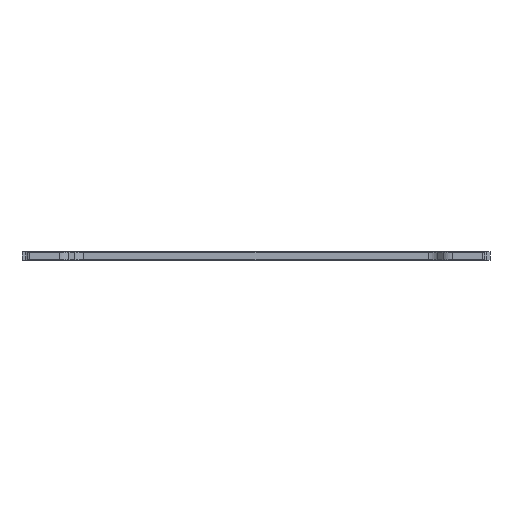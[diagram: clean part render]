
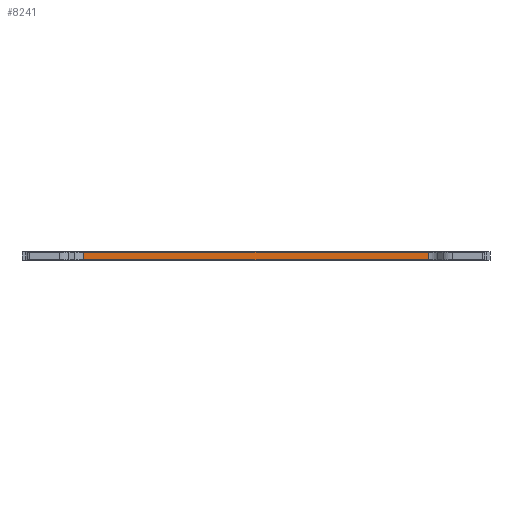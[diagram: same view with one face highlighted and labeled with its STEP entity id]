
A CAD part, front view. The second image highlights one B-rep face of the part: STEP entity #8241.
In plain terms, the highlighted planar face has unit normal (0, -1, 0).
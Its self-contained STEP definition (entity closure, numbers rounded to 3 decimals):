
#205 = CARTESIAN_POINT ( 'NONE',  ( -122.984, -183.093, -2.5 ) ) ;
#284 = AXIS2_PLACEMENT_3D ( 'NONE', #11870, #11446, #11404 ) ;
#904 = VECTOR ( 'NONE', #12073, 1000. ) ;
#931 = LINE ( 'NONE', #5821, #904 ) ;
#1245 = CARTESIAN_POINT ( 'NONE',  ( -122.984, -183.093, 2.5 ) ) ;
#1364 = ORIENTED_EDGE ( 'NONE', *, *, #7675, .T. ) ;
#1819 = FACE_OUTER_BOUND ( 'NONE', #4384, .T. ) ;
#2316 = VERTEX_POINT ( 'NONE', #1245 ) ;
#2531 = VERTEX_POINT ( 'NONE', #205 ) ;
#3601 = LINE ( 'NONE', #10068, #3613 ) ;
#3613 = VECTOR ( 'NONE', #9949, 1000. ) ;
#3699 = EDGE_CURVE ( 'NONE', #12859, #6988, #10399, .T. ) ;
#4384 = EDGE_LOOP ( 'NONE', ( #7201, #12126, #8025, #1364 ) ) ;
#5602 = EDGE_CURVE ( 'NONE', #2531, #6988, #931, .T. ) ;
#5821 = CARTESIAN_POINT ( 'NONE',  ( 122.984, -183.093, -2.5 ) ) ;
#6455 = CARTESIAN_POINT ( 'NONE',  ( 122.984, -183.093, 2.5 ) ) ;
#6988 = VERTEX_POINT ( 'NONE', #12309 ) ;
#7188 = DIRECTION ( 'NONE',  ( 0., 0., -1. ) ) ;
#7201 = ORIENTED_EDGE ( 'NONE', *, *, #9265, .T. ) ;
#7299 = CARTESIAN_POINT ( 'NONE',  ( 122.984, -183.093, -3. ) ) ;
#7675 = EDGE_CURVE ( 'NONE', #12859, #2316, #9639, .T. ) ;
#8025 = ORIENTED_EDGE ( 'NONE', *, *, #3699, .F. ) ;
#8241 = ADVANCED_FACE ( 'NONE', ( #1819 ), #11483, .F. ) ;
#8812 = VECTOR ( 'NONE', #11817, 1000. ) ;
#9265 = EDGE_CURVE ( 'NONE', #2316, #2531, #3601, .T. ) ;
#9639 = LINE ( 'NONE', #11786, #8812 ) ;
#9949 = DIRECTION ( 'NONE',  ( 0., 0., -1. ) ) ;
#10068 = CARTESIAN_POINT ( 'NONE',  ( -122.984, -183.093, -3. ) ) ;
#10255 = VECTOR ( 'NONE', #7188, 1000. ) ;
#10399 = LINE ( 'NONE', #7299, #10255 ) ;
#11404 = DIRECTION ( 'NONE',  ( 0., 0., 1. ) ) ;
#11446 = DIRECTION ( 'NONE',  ( 0., 1., 0. ) ) ;
#11483 = PLANE ( 'NONE',  #284 ) ;
#11786 = CARTESIAN_POINT ( 'NONE',  ( -126.948, -183.093, 2.5 ) ) ;
#11817 = DIRECTION ( 'NONE',  ( -1., 0., 0. ) ) ;
#11870 = CARTESIAN_POINT ( 'NONE',  ( -126.948, -183.093, 3. ) ) ;
#12073 = DIRECTION ( 'NONE',  ( 1., 0., 0. ) ) ;
#12126 = ORIENTED_EDGE ( 'NONE', *, *, #5602, .T. ) ;
#12309 = CARTESIAN_POINT ( 'NONE',  ( 122.984, -183.093, -2.5 ) ) ;
#12859 = VERTEX_POINT ( 'NONE', #6455 ) ;
